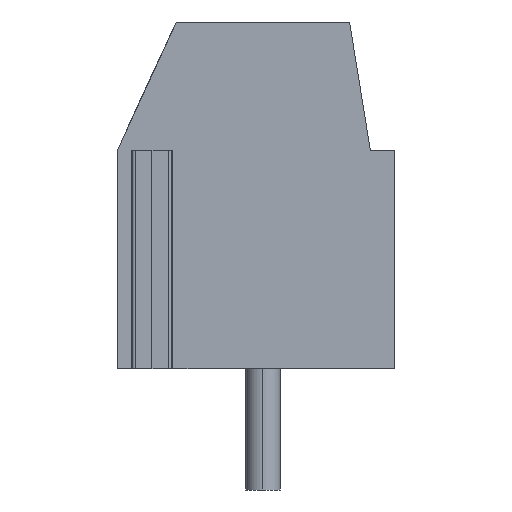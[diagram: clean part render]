
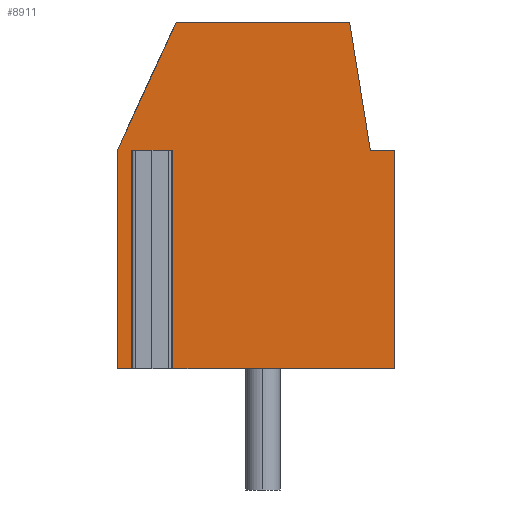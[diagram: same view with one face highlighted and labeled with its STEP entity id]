
A CAD part, left-side view. The second image highlights one B-rep face of the part: STEP entity #8911.
In plain terms, the highlighted planar face has unit normal (-1, 0, 0).
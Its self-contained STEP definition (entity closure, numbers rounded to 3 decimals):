
#8836=AXIS2_PLACEMENT_3D('Plane Axis2P3D',#8833,#8834,#8835) ;
#8219=CARTESIAN_POINT('Vertex',(0.6,-3.013,9.8)) ;
#8224=CARTESIAN_POINT('Line Origine',(0.6,-3.013,6.65)) ;
#8228=CARTESIAN_POINT('Vertex',(0.6,-3.013,3.5)) ;
#8470=CARTESIAN_POINT('Vertex',(0.6,3.287,13.5)) ;
#8473=CARTESIAN_POINT('Line Origine',(0.6,0.787,13.5)) ;
#8477=CARTESIAN_POINT('Vertex',(0.6,-1.713,13.5)) ;
#8747=CARTESIAN_POINT('Vertex',(0.6,-2.313,9.8)) ;
#8752=CARTESIAN_POINT('Line Origine',(0.6,-2.663,9.8)) ;
#8833=CARTESIAN_POINT('Axis2P3D Location',(0.6,0.787,3.5)) ;
#8838=CARTESIAN_POINT('Line Origine',(0.6,3.829,9.8)) ;
#8842=CARTESIAN_POINT('Vertex',(0.6,3.672,9.8)) ;
#8844=CARTESIAN_POINT('Vertex',(0.6,3.987,9.8)) ;
#8847=CARTESIAN_POINT('Line Origine',(0.6,3.672,6.65)) ;
#8851=CARTESIAN_POINT('Vertex',(0.6,3.672,3.5)) ;
#8854=CARTESIAN_POINT('Line Origine',(0.6,0.329,3.5)) ;
#8859=CARTESIAN_POINT('Line Origine',(0.6,-2.013,11.65)) ;
#8864=CARTESIAN_POINT('Line Origine',(0.6,4.137,11.65)) ;
#8868=CARTESIAN_POINT('Vertex',(0.6,4.987,9.8)) ;
#8871=CARTESIAN_POINT('Line Origine',(0.6,4.987,6.65)) ;
#8875=CARTESIAN_POINT('Vertex',(0.6,4.987,3.5)) ;
#8878=CARTESIAN_POINT('Line Origine',(0.6,4.644,3.5)) ;
#8882=CARTESIAN_POINT('Vertex',(0.6,4.302,3.5)) ;
#8885=CARTESIAN_POINT('Line Origine',(0.6,4.302,6.65)) ;
#8889=CARTESIAN_POINT('Vertex',(0.6,4.302,9.8)) ;
#8892=CARTESIAN_POINT('Line Origine',(0.6,4.144,9.8)) ;
#8225=DIRECTION('Vector Direction',(0.,0.,-1.)) ;
#8474=DIRECTION('Vector Direction',(0.,-1.,0.)) ;
#8753=DIRECTION('Vector Direction',(0.,-1.,0.)) ;
#8834=DIRECTION('Axis2P3D Direction',(1.,0.,0.)) ;
#8835=DIRECTION('Axis2P3D XDirection',(0.,0.,1.)) ;
#8839=DIRECTION('Vector Direction',(0.,1.,0.)) ;
#8848=DIRECTION('Vector Direction',(0.,0.,1.)) ;
#8855=DIRECTION('Vector Direction',(0.,1.,0.)) ;
#8860=DIRECTION('Vector Direction',(0.,0.16,0.987)) ;
#8865=DIRECTION('Vector Direction',(0.,-0.418,0.909)) ;
#8872=DIRECTION('Vector Direction',(0.,0.,1.)) ;
#8879=DIRECTION('Vector Direction',(0.,1.,0.)) ;
#8886=DIRECTION('Vector Direction',(0.,0.,1.)) ;
#8893=DIRECTION('Vector Direction',(0.,-1.,0.)) ;
#8226=VECTOR('Line Direction',#8225,1.) ;
#8475=VECTOR('Line Direction',#8474,1.) ;
#8754=VECTOR('Line Direction',#8753,1.) ;
#8840=VECTOR('Line Direction',#8839,1.) ;
#8849=VECTOR('Line Direction',#8848,1.) ;
#8856=VECTOR('Line Direction',#8855,1.) ;
#8861=VECTOR('Line Direction',#8860,1.) ;
#8866=VECTOR('Line Direction',#8865,1.) ;
#8873=VECTOR('Line Direction',#8872,1.) ;
#8880=VECTOR('Line Direction',#8879,1.) ;
#8887=VECTOR('Line Direction',#8886,1.) ;
#8894=VECTOR('Line Direction',#8893,1.) ;
#8898=ORIENTED_EDGE('',*,*,#8846,.F.) ;
#8899=ORIENTED_EDGE('',*,*,#8853,.F.) ;
#8900=ORIENTED_EDGE('',*,*,#8858,.F.) ;
#8901=ORIENTED_EDGE('',*,*,#8230,.F.) ;
#8902=ORIENTED_EDGE('',*,*,#8756,.F.) ;
#8903=ORIENTED_EDGE('',*,*,#8863,.F.) ;
#8904=ORIENTED_EDGE('',*,*,#8479,.F.) ;
#8905=ORIENTED_EDGE('',*,*,#8870,.F.) ;
#8906=ORIENTED_EDGE('',*,*,#8877,.F.) ;
#8907=ORIENTED_EDGE('',*,*,#8884,.F.) ;
#8908=ORIENTED_EDGE('',*,*,#8891,.T.) ;
#8909=ORIENTED_EDGE('',*,*,#8896,.F.) ;
#8911=ADVANCED_FACE('Housing-3',(#8910),#8837,.F.) ;
#8230=EDGE_CURVE('',#8220,#8229,#8227,.T.) ;
#8479=EDGE_CURVE('',#8471,#8478,#8476,.T.) ;
#8756=EDGE_CURVE('',#8748,#8220,#8755,.T.) ;
#8846=EDGE_CURVE('',#8843,#8845,#8841,.T.) ;
#8853=EDGE_CURVE('',#8852,#8843,#8850,.T.) ;
#8858=EDGE_CURVE('',#8229,#8852,#8857,.T.) ;
#8863=EDGE_CURVE('',#8478,#8748,#8862,.F.) ;
#8870=EDGE_CURVE('',#8869,#8471,#8867,.T.) ;
#8877=EDGE_CURVE('',#8876,#8869,#8874,.T.) ;
#8884=EDGE_CURVE('',#8883,#8876,#8881,.T.) ;
#8891=EDGE_CURVE('',#8883,#8890,#8888,.T.) ;
#8896=EDGE_CURVE('',#8845,#8890,#8895,.F.) ;
#8897=EDGE_LOOP('',(#8898,#8899,#8900,#8901,#8902,#8903,#8904,#8905,#8906,#8907,#8908,#8909)) ;
#8910=FACE_OUTER_BOUND('',#8897,.T.) ;
#8227=LINE('Line',#8224,#8226) ;
#8476=LINE('Line',#8473,#8475) ;
#8755=LINE('Line',#8752,#8754) ;
#8841=LINE('Line',#8838,#8840) ;
#8850=LINE('Line',#8847,#8849) ;
#8857=LINE('Line',#8854,#8856) ;
#8862=LINE('Line',#8859,#8861) ;
#8867=LINE('Line',#8864,#8866) ;
#8874=LINE('Line',#8871,#8873) ;
#8881=LINE('Line',#8878,#8880) ;
#8888=LINE('Line',#8885,#8887) ;
#8895=LINE('Line',#8892,#8894) ;
#8837=PLANE('',#8836) ;
#8220=VERTEX_POINT('',#8219) ;
#8229=VERTEX_POINT('',#8228) ;
#8471=VERTEX_POINT('',#8470) ;
#8478=VERTEX_POINT('',#8477) ;
#8748=VERTEX_POINT('',#8747) ;
#8843=VERTEX_POINT('',#8842) ;
#8845=VERTEX_POINT('',#8844) ;
#8852=VERTEX_POINT('',#8851) ;
#8869=VERTEX_POINT('',#8868) ;
#8876=VERTEX_POINT('',#8875) ;
#8883=VERTEX_POINT('',#8882) ;
#8890=VERTEX_POINT('',#8889) ;
